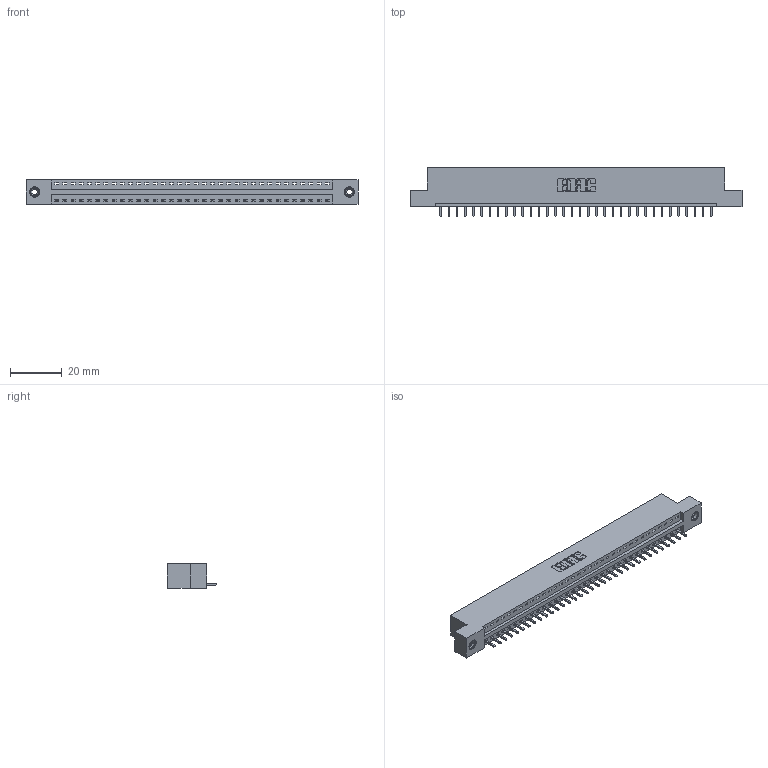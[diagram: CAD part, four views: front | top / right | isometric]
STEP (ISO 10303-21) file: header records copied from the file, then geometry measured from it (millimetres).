
FILE_DESCRIPTION (( 'STEP AP203' ), '1' );
FILE_NAME ('396-034-521-108.STEP', '2018-09-06T00:03:09', ( '' ), ( '' ), 'SwSTEP 2.0', 'SolidWorks 2016', '' );
FILE_SCHEMA (( 'CONFIG_CONTROL_DESIGN' ));
Length unit declared in the file: inch
Products named in the file (4): 346 Part_Flush Mounting Lugs - 0.156 Dia-TI; 345-292-001_345-293-121; 345-250-001_345-250-003-102; 396-034-521-108
Assembly tree (37 placements, depth 2):
  396-034-521-108
    346 Part_Flush Mounting Lugs - 0.156 Dia-TI
    345-292-001_345-293-121  x34
    345-250-001_345-250-003-102  x2
Bounding box: 128.52 x 19.05 x 9.4 mm (x, y, z)
Volume: 12144.2 mm3; surface area: 14729.4 mm2
Topology: 37 solids, 37 shells, 2154 faces, 6449 edges, 4246 vertices
Faces by surface type: plane 1468, cylinder 670, cone 12, torus 4
Entity records: 23382 total; most frequent: CARTESIAN_POINT 3993, ORIENTED_EDGE 3954, DIRECTION 3559, EDGE_CURVE 1977, LINE 1689, VECTOR 1689, VERTEX_POINT 1312, AXIS2_PLACEMENT_3D 935
